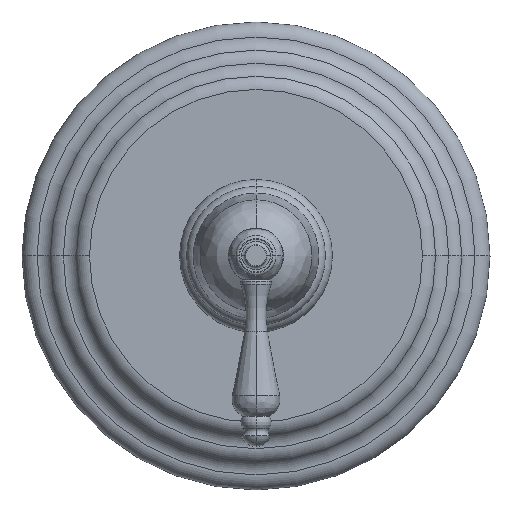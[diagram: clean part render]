
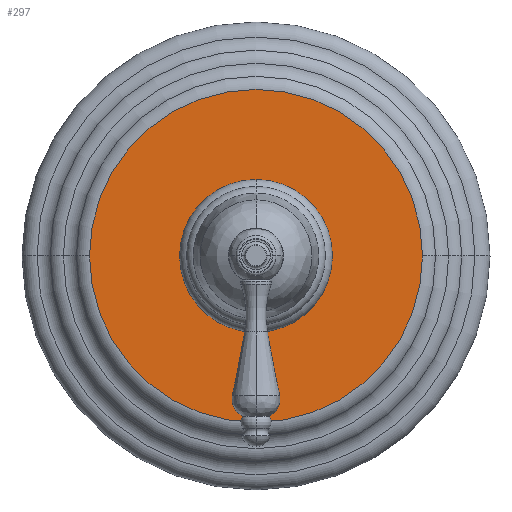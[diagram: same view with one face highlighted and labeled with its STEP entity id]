
A CAD part, top view. The second image highlights one B-rep face of the part: STEP entity #297.
In plain terms, the highlighted planar face has unit normal (0, 0, 1).
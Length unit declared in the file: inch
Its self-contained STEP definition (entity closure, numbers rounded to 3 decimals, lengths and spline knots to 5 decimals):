
#102=CARTESIAN_POINT('',(0.,0.,0.754));
#103=DIRECTION('',(0.,0.,1.));
#104=DIRECTION('',(1.,0.,0.));
#105=AXIS2_PLACEMENT_3D('',#102,#103,#104);
#107=CARTESIAN_POINT('',(0.,0.,0.754));
#108=DIRECTION('',(0.,0.,-1.));
#109=DIRECTION('',(1.,0.,0.));
#110=AXIS2_PLACEMENT_3D('',#107,#108,#109);
#122=CARTESIAN_POINT('',(2.75684,0.,0.754));
#123=VERTEX_POINT('',#122);
#134=CARTESIAN_POINT('',(-2.75684,0.,0.754));
#135=VERTEX_POINT('',#134);
#288=CARTESIAN_POINT('',(0.,0.,0.754));
#289=DIRECTION('',(0.,0.,-1.));
#290=DIRECTION('',(-1.,0.,0.));
#291=AXIS2_PLACEMENT_3D('',#288,#289,#290);
#292=PLANE('',#291);
#293=ORIENTED_EDGE('',*,*,#281,.F.);
#294=ORIENTED_EDGE('',*,*,#270,.T.);
#295=EDGE_LOOP('',(#293,#294));
#296=FACE_OUTER_BOUND('',#295,.F.);
#297=ADVANCED_FACE('',(#296),#292,.F.);
#106=CIRCLE('',#105,2.75684);
#111=CIRCLE('',#110,2.75684);
#270=EDGE_CURVE('',#123,#135,#111,.T.);
#281=EDGE_CURVE('',#123,#135,#106,.T.);
